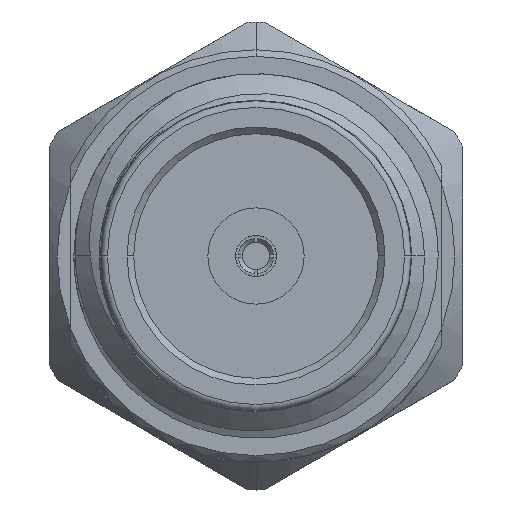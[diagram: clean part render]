
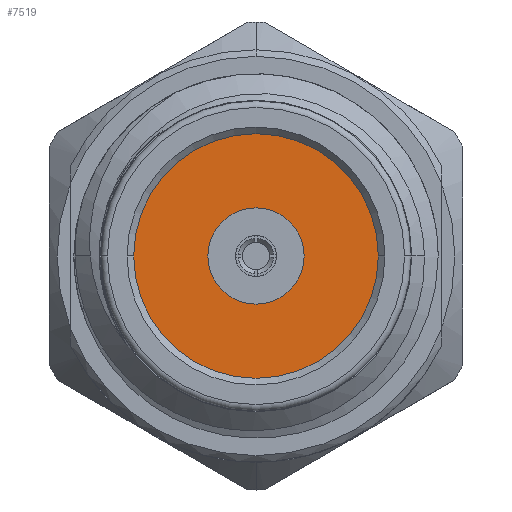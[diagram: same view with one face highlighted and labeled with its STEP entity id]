
A CAD part, front view. The second image highlights one B-rep face of the part: STEP entity #7519.
In plain terms, the highlighted planar face has unit normal (0, -1, 0).
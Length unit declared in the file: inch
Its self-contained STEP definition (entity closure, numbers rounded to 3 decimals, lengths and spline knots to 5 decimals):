
#64 = DIRECTION ( 'NONE',  ( 1., 0., 0. ) ) ;
#777 = AXIS2_PLACEMENT_3D ( 'NONE', #7446, #8149, #64 ) ;
#919 = AXIS2_PLACEMENT_3D ( 'NONE', #4007, #7878, #7192 ) ;
#1008 = DIRECTION ( 'NONE',  ( 1., 0., 0. ) ) ;
#1342 = EDGE_LOOP ( 'NONE', ( #6752, #8249 ) ) ;
#1752 = CARTESIAN_POINT ( 'NONE',  ( 0.03642, -0.23089, 0. ) ) ;
#1805 = EDGE_CURVE ( 'NONE', #6432, #2230, #6560, .T. ) ;
#1887 = CIRCLE ( 'NONE', #2879, 0.0925 ) ;
#2230 = VERTEX_POINT ( 'NONE', #1752 ) ;
#2509 = AXIS2_PLACEMENT_3D ( 'NONE', #7929, #3326, #4614 ) ;
#2708 = EDGE_CURVE ( 'NONE', #2230, #6432, #6271, .T. ) ;
#2733 = VERTEX_POINT ( 'NONE', #7357 ) ;
#2748 = CARTESIAN_POINT ( 'NONE',  ( 0., -0.23089, 0. ) ) ;
#2797 = DIRECTION ( 'NONE',  ( 1., 0., 0. ) ) ;
#2818 = FACE_BOUND ( 'NONE', #1342, .T. ) ;
#2879 = AXIS2_PLACEMENT_3D ( 'NONE', #5034, #8246, #1008 ) ;
#3054 = CARTESIAN_POINT ( 'NONE',  ( -0.03642, -0.23089, 0. ) ) ;
#3326 = DIRECTION ( 'NONE',  ( 0., 1., 0. ) ) ;
#4007 = CARTESIAN_POINT ( 'NONE',  ( 0., -0.23089, 0. ) ) ;
#4121 = EDGE_CURVE ( 'NONE', #7380, #2733, #5427, .T. ) ;
#4298 = EDGE_LOOP ( 'NONE', ( #7833, #5738 ) ) ;
#4556 = PLANE ( 'NONE',  #919 ) ;
#4561 = AXIS2_PLACEMENT_3D ( 'NONE', #2748, #6696, #2797 ) ;
#4614 = DIRECTION ( 'NONE',  ( 1., 0., 0. ) ) ;
#5034 = CARTESIAN_POINT ( 'NONE',  ( 0., -0.23089, 0. ) ) ;
#5427 = CIRCLE ( 'NONE', #777, 0.0925 ) ;
#5738 = ORIENTED_EDGE ( 'NONE', *, *, #4121, .T. ) ;
#5982 = CARTESIAN_POINT ( 'NONE',  ( -0.0925, -0.23089, 0. ) ) ;
#6271 = CIRCLE ( 'NONE', #4561, 0.03642 ) ;
#6432 = VERTEX_POINT ( 'NONE', #3054 ) ;
#6560 = CIRCLE ( 'NONE', #2509, 0.03642 ) ;
#6696 = DIRECTION ( 'NONE',  ( 0., 1., 0. ) ) ;
#6752 = ORIENTED_EDGE ( 'NONE', *, *, #2708, .T. ) ;
#6939 = EDGE_CURVE ( 'NONE', #2733, #7380, #1887, .T. ) ;
#7192 = DIRECTION ( 'NONE',  ( 1., 0., 0. ) ) ;
#7357 = CARTESIAN_POINT ( 'NONE',  ( 0.0925, -0.23089, 0. ) ) ;
#7380 = VERTEX_POINT ( 'NONE', #5982 ) ;
#7446 = CARTESIAN_POINT ( 'NONE',  ( 0., -0.23089, 0. ) ) ;
#7519 = ADVANCED_FACE ( 'NONE', ( #2818, #8656 ), #4556, .T. ) ;
#7833 = ORIENTED_EDGE ( 'NONE', *, *, #6939, .T. ) ;
#7878 = DIRECTION ( 'NONE',  ( 0., -1., 0. ) ) ;
#7929 = CARTESIAN_POINT ( 'NONE',  ( 0., -0.23089, 0. ) ) ;
#8149 = DIRECTION ( 'NONE',  ( 0., -1., 0. ) ) ;
#8246 = DIRECTION ( 'NONE',  ( 0., -1., 0. ) ) ;
#8249 = ORIENTED_EDGE ( 'NONE', *, *, #1805, .T. ) ;
#8656 = FACE_OUTER_BOUND ( 'NONE', #4298, .T. ) ;
